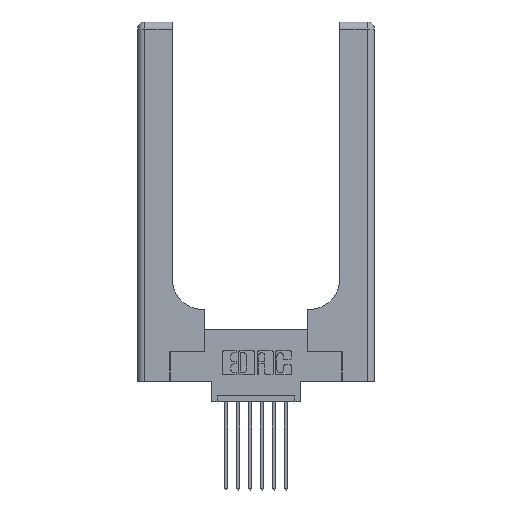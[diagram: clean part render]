
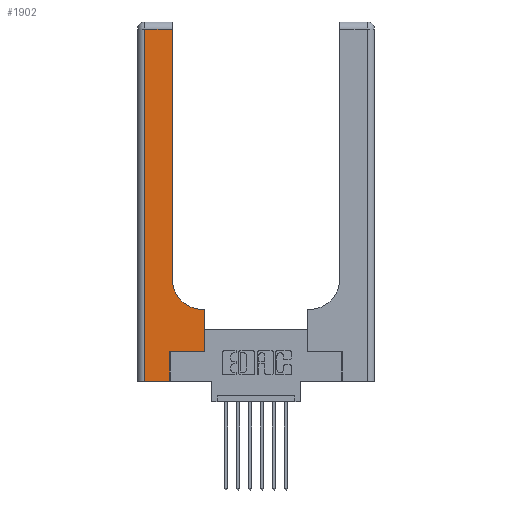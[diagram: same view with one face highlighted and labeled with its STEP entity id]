
A CAD part, top view. The second image highlights one B-rep face of the part: STEP entity #1902.
In plain terms, the highlighted planar face has unit normal (0, 0, 1).
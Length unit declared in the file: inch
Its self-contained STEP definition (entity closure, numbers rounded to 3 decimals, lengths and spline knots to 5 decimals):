
#84 = LINE ( 'NONE', #12460, #8280 ) ;
#147 = DIRECTION ( 'NONE',  ( 0., -1., 0. ) ) ;
#248 = DIRECTION ( 'NONE',  ( 0., 1., 0. ) ) ;
#300 = CARTESIAN_POINT ( 'NONE',  ( 0., 3., 0.37 ) ) ;
#909 = VERTEX_POINT ( 'NONE', #4710 ) ;
#1155 = DIRECTION ( 'NONE',  ( 1., 0., 0. ) ) ;
#1210 = EDGE_CURVE ( 'NONE', #11606, #8488, #6541, .T. ) ;
#1306 = CIRCLE ( 'NONE', #11786, 0.25 ) ;
#1438 = EDGE_CURVE ( 'NONE', #12462, #4280, #6179, .T. ) ;
#1619 = DIRECTION ( 'NONE',  ( -1., 0., 0. ) ) ;
#1902 = ADVANCED_FACE ( 'NONE', ( #8121 ), #10751, .F. ) ;
#2160 = VERTEX_POINT ( 'NONE', #8996 ) ;
#2274 = ORIENTED_EDGE ( 'NONE', *, *, #1438, .T. ) ;
#2486 = ORIENTED_EDGE ( 'NONE', *, *, #2797, .T. ) ;
#2577 = CARTESIAN_POINT ( 'NONE',  ( 0.5585, 0.25, 0.37 ) ) ;
#2635 = EDGE_CURVE ( 'NONE', #909, #11606, #84, .T. ) ;
#2797 = EDGE_CURVE ( 'NONE', #4280, #909, #8975, .T. ) ;
#3208 = CARTESIAN_POINT ( 'NONE',  ( 0., 2.94, 0.37 ) ) ;
#3722 = VECTOR ( 'NONE', #13736, 39.37008 ) ;
#4280 = VERTEX_POINT ( 'NONE', #13972 ) ;
#4710 = CARTESIAN_POINT ( 'NONE',  ( 0.06, 0., 0.37 ) ) ;
#4862 = CARTESIAN_POINT ( 'NONE',  ( 0.2915, 2.94, 0.37 ) ) ;
#4984 = VECTOR ( 'NONE', #8015, 39.37008 ) ;
#5164 = LINE ( 'NONE', #13738, #11718 ) ;
#5167 = VERTEX_POINT ( 'NONE', #11413 ) ;
#5362 = ORIENTED_EDGE ( 'NONE', *, *, #14562, .T. ) ;
#5526 = CARTESIAN_POINT ( 'NONE',  ( 0.5585, 0.25, 0.37 ) ) ;
#5651 = DIRECTION ( 'NONE',  ( 1., 0., 0. ) ) ;
#5766 = CARTESIAN_POINT ( 'NONE',  ( 0.269, 0.25, 0.37 ) ) ;
#6179 = LINE ( 'NONE', #3208, #8495 ) ;
#6441 = VECTOR ( 'NONE', #1619, 39.37008 ) ;
#6541 = LINE ( 'NONE', #7023, #3722 ) ;
#6792 = CARTESIAN_POINT ( 'NONE',  ( 0.5415, 0.85, 0.37 ) ) ;
#6858 = ORIENTED_EDGE ( 'NONE', *, *, #13750, .T. ) ;
#6898 = ORIENTED_EDGE ( 'NONE', *, *, #2635, .T. ) ;
#6932 = LINE ( 'NONE', #12604, #8005 ) ;
#7023 = CARTESIAN_POINT ( 'NONE',  ( 0.269, 0., 0.37 ) ) ;
#7854 = CARTESIAN_POINT ( 'NONE',  ( 0.269, 0., 0.37 ) ) ;
#8005 = VECTOR ( 'NONE', #9460, 39.37008 ) ;
#8015 = DIRECTION ( 'NONE',  ( 0., 1., 0. ) ) ;
#8121 = FACE_OUTER_BOUND ( 'NONE', #14238, .T. ) ;
#8219 = ORIENTED_EDGE ( 'NONE', *, *, #11450, .T. ) ;
#8280 = VECTOR ( 'NONE', #1155, 39.37008 ) ;
#8488 = VERTEX_POINT ( 'NONE', #5766 ) ;
#8495 = VECTOR ( 'NONE', #13414, 39.37008 ) ;
#8645 = VERTEX_POINT ( 'NONE', #2577 ) ;
#8975 = LINE ( 'NONE', #9315, #13395 ) ;
#8996 = CARTESIAN_POINT ( 'NONE',  ( 0.2915, 0.85, 0.37 ) ) ;
#9315 = CARTESIAN_POINT ( 'NONE',  ( 0.06, 3., 0.37 ) ) ;
#9460 = DIRECTION ( 'NONE',  ( 1., 0., 0. ) ) ;
#10751 = PLANE ( 'NONE',  #13807 ) ;
#10885 = DIRECTION ( 'NONE',  ( 0., 0., -1. ) ) ;
#10984 = DIRECTION ( 'NONE',  ( -1., 0., 0. ) ) ;
#11048 = LINE ( 'NONE', #11735, #6441 ) ;
#11289 = EDGE_CURVE ( 'NONE', #8645, #11676, #12594, .T. ) ;
#11406 = EDGE_CURVE ( 'NONE', #2160, #12462, #5164, .T. ) ;
#11408 = DIRECTION ( 'NONE',  ( 0., 0., -1. ) ) ;
#11413 = CARTESIAN_POINT ( 'NONE',  ( 0.5415, 0.6, 0.37 ) ) ;
#11450 = EDGE_CURVE ( 'NONE', #8488, #8645, #6932, .T. ) ;
#11606 = VERTEX_POINT ( 'NONE', #7854 ) ;
#11611 = ORIENTED_EDGE ( 'NONE', *, *, #11406, .T. ) ;
#11676 = VERTEX_POINT ( 'NONE', #13575 ) ;
#11718 = VECTOR ( 'NONE', #248, 39.37008 ) ;
#11735 = CARTESIAN_POINT ( 'NONE',  ( 0.2915, 0.6, 0.37 ) ) ;
#11786 = AXIS2_PLACEMENT_3D ( 'NONE', #6792, #11408, #5651 ) ;
#12426 = ORIENTED_EDGE ( 'NONE', *, *, #1210, .T. ) ;
#12460 = CARTESIAN_POINT ( 'NONE',  ( 0., 0., 0.37 ) ) ;
#12462 = VERTEX_POINT ( 'NONE', #4862 ) ;
#12594 = LINE ( 'NONE', #5526, #4984 ) ;
#12604 = CARTESIAN_POINT ( 'NONE',  ( 0.269, 0.25, 0.37 ) ) ;
#13395 = VECTOR ( 'NONE', #147, 39.37008 ) ;
#13414 = DIRECTION ( 'NONE',  ( -1., 0., 0. ) ) ;
#13575 = CARTESIAN_POINT ( 'NONE',  ( 0.5585, 0.6, 0.37 ) ) ;
#13736 = DIRECTION ( 'NONE',  ( 0., 1., 0. ) ) ;
#13738 = CARTESIAN_POINT ( 'NONE',  ( 0.2915, 3., 0.37 ) ) ;
#13750 = EDGE_CURVE ( 'NONE', #5167, #2160, #1306, .T. ) ;
#13807 = AXIS2_PLACEMENT_3D ( 'NONE', #300, #10885, #10984 ) ;
#13972 = CARTESIAN_POINT ( 'NONE',  ( 0.06, 2.94, 0.37 ) ) ;
#14122 = ORIENTED_EDGE ( 'NONE', *, *, #11289, .T. ) ;
#14238 = EDGE_LOOP ( 'NONE', ( #11611, #2274, #2486, #6898, #12426, #8219, #14122, #5362, #6858 ) ) ;
#14562 = EDGE_CURVE ( 'NONE', #11676, #5167, #11048, .T. ) ;
